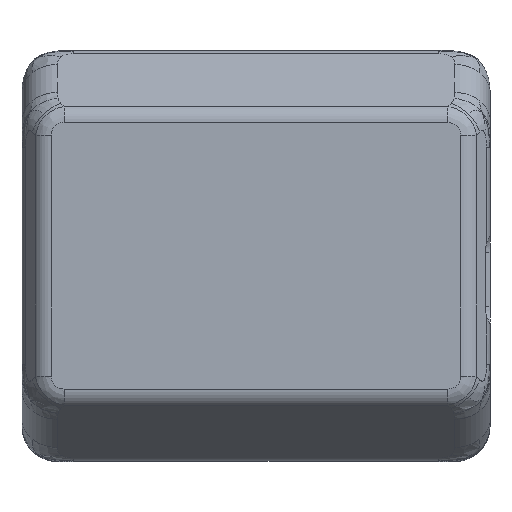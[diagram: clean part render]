
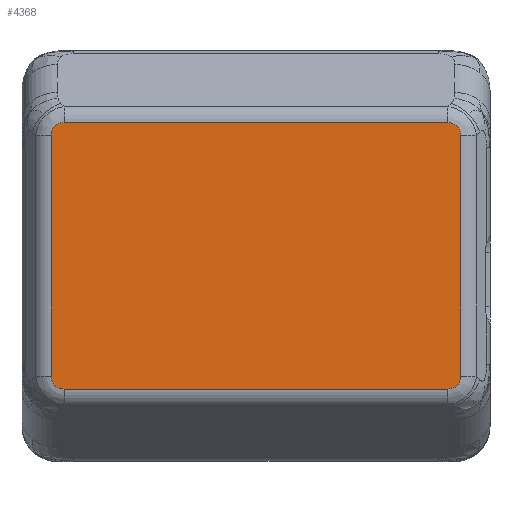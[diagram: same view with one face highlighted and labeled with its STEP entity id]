
A CAD part, top view. The second image highlights one B-rep face of the part: STEP entity #4368.
In plain terms, the highlighted planar face has unit normal (0, 0, 1).
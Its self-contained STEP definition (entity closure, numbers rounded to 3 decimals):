
#21=ELLIPSE('',#4662,2.815,2.);
#22=ELLIPSE('',#4663,2.815,2.);
#23=ELLIPSE('',#4664,2.815,2.);
#24=ELLIPSE('',#4665,2.815,2.);
#147=PLANE('',#4661);
#383=LINE('',#16362,#682);
#384=LINE('',#16369,#683);
#385=LINE('',#16373,#684);
#386=LINE('',#16377,#685);
#682=VECTOR('',#5384,10.);
#683=VECTOR('',#5393,10.);
#684=VECTOR('',#5396,10.);
#685=VECTOR('',#5399,10.);
#942=FACE_OUTER_BOUND('',#1192,.T.);
#1192=EDGE_LOOP('',(#3558,#3559,#3560,#3561,#3562,#3563,#3564,#3565));
#1997=VERTEX_POINT('',#16360);
#1998=VERTEX_POINT('',#16361);
#1999=VERTEX_POINT('',#16366);
#2000=VERTEX_POINT('',#16368);
#2001=VERTEX_POINT('',#16370);
#2002=VERTEX_POINT('',#16372);
#2003=VERTEX_POINT('',#16374);
#2004=VERTEX_POINT('',#16376);
#2584=EDGE_CURVE('',#1997,#1998,#383,.T.);
#2587=EDGE_CURVE('',#1999,#1997,#21,.T.);
#2588=EDGE_CURVE('',#2000,#1999,#384,.T.);
#2589=EDGE_CURVE('',#2001,#2000,#22,.T.);
#2590=EDGE_CURVE('',#2002,#2001,#385,.T.);
#2591=EDGE_CURVE('',#2003,#2002,#23,.T.);
#2592=EDGE_CURVE('',#2004,#2003,#386,.T.);
#2593=EDGE_CURVE('',#1998,#2004,#24,.T.);
#3558=ORIENTED_EDGE('',*,*,#2587,.F.);
#3559=ORIENTED_EDGE('',*,*,#2588,.F.);
#3560=ORIENTED_EDGE('',*,*,#2589,.F.);
#3561=ORIENTED_EDGE('',*,*,#2590,.F.);
#3562=ORIENTED_EDGE('',*,*,#2591,.F.);
#3563=ORIENTED_EDGE('',*,*,#2592,.F.);
#3564=ORIENTED_EDGE('',*,*,#2593,.F.);
#3565=ORIENTED_EDGE('',*,*,#2584,.F.);
#4368=ADVANCED_FACE('',(#942),#147,.T.);
#4661=AXIS2_PLACEMENT_3D('',#16365,#5389,#5390);
#4662=AXIS2_PLACEMENT_3D('',#16367,#5391,#5392);
#4663=AXIS2_PLACEMENT_3D('',#16371,#5394,#5395);
#4664=AXIS2_PLACEMENT_3D('',#16375,#5397,#5398);
#4665=AXIS2_PLACEMENT_3D('',#16378,#5400,#5401);
#5384=DIRECTION('',(0.,-1.,0.));
#5389=DIRECTION('center_axis',(0.,0.,1.));
#5390=DIRECTION('ref_axis',(1.,0.,0.));
#5391=DIRECTION('center_axis',(0.,0.,-1.));
#5392=DIRECTION('ref_axis',(0.707,0.707,0.));
#5393=DIRECTION('',(1.,0.,0.));
#5394=DIRECTION('center_axis',(0.,0.,-1.));
#5395=DIRECTION('ref_axis',(-0.707,0.707,0.));
#5396=DIRECTION('',(0.,1.,0.));
#5397=DIRECTION('center_axis',(0.,0.,-1.));
#5398=DIRECTION('ref_axis',(-0.707,-0.707,0.));
#5399=DIRECTION('',(-1.,0.,0.));
#5400=DIRECTION('center_axis',(0.,0.,-1.));
#5401=DIRECTION('ref_axis',(0.707,-0.707,0.));
#16360=CARTESIAN_POINT('',(26.177,18.501,21.));
#16361=CARTESIAN_POINT('',(26.177,-12.379,21.));
#16362=CARTESIAN_POINT('',(26.177,-3.024,21.));
#16365=CARTESIAN_POINT('Origin',(-0.048,3.061,21.));
#16366=CARTESIAN_POINT('',(24.539,20.139,21.));
#16367=CARTESIAN_POINT('Origin',(23.735,17.697,21.));
#16368=CARTESIAN_POINT('',(-24.636,20.139,21.));
#16369=CARTESIAN_POINT('',(6.948,20.139,21.));
#16370=CARTESIAN_POINT('',(-26.274,18.501,21.));
#16371=CARTESIAN_POINT('Origin',(-23.832,17.697,21.));
#16372=CARTESIAN_POINT('',(-26.274,-12.379,21.));
#16373=CARTESIAN_POINT('',(-26.274,9.146,21.));
#16374=CARTESIAN_POINT('',(-24.636,-14.017,21.));
#16375=CARTESIAN_POINT('Origin',(-23.832,-11.575,21.));
#16376=CARTESIAN_POINT('',(24.539,-14.017,21.));
#16377=CARTESIAN_POINT('',(-7.045,-14.017,21.));
#16378=CARTESIAN_POINT('Origin',(23.735,-11.575,21.));
